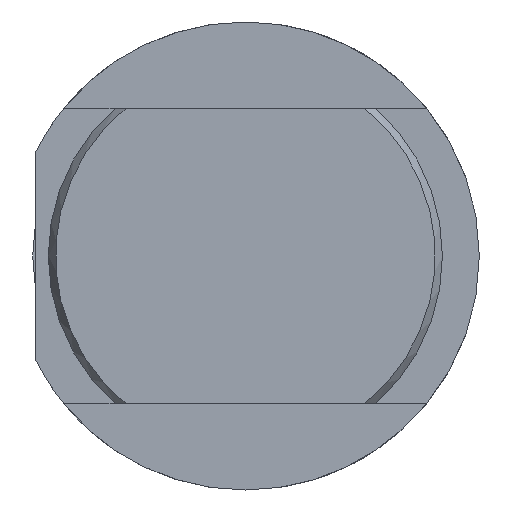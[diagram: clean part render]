
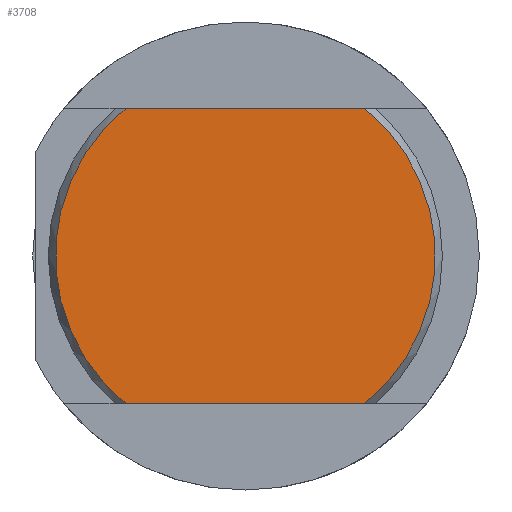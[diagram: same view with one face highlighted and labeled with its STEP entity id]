
A CAD part, left-side view. The second image highlights one B-rep face of the part: STEP entity #3708.
In plain terms, the highlighted planar face has unit normal (-1, 0, 0).
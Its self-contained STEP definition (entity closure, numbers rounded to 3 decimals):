
#208 = ORIENTED_EDGE ( 'NONE', *, *, #2234, .F. ) ;
#209 = ORIENTED_EDGE ( 'NONE', *, *, #2218, .T. ) ;
#211 = ORIENTED_EDGE ( 'NONE', *, *, #2277, .F. ) ;
#212 = ORIENTED_EDGE ( 'NONE', *, *, #2270, .T. ) ;
#514 = AXIS2_PLACEMENT_3D ( 'NONE', #2633, #2640, #2641 ) ;
#520 = AXIS2_PLACEMENT_3D ( 'NONE', #2671, #2691, #2692 ) ;
#623 = AXIS2_PLACEMENT_3D ( 'NONE', #3087, #3090, #3091 ) ;
#1195 = LINE ( 'NONE', #2657, #1202 ) ;
#1199 = CIRCLE ( 'NONE', #514, 7.711 ) ;
#1202 = VECTOR ( 'NONE', #2660, 1000. ) ;
#1220 = CIRCLE ( 'NONE', #520, 7.711 ) ;
#1223 = LINE ( 'NONE', #2697, #1224 ) ;
#1224 = VECTOR ( 'NONE', #2698, 1000. ) ;
#1417 = FACE_OUTER_BOUND ( 'NONE', #3628, .T. ) ;
#1742 = VERTEX_POINT ( 'NONE', #2496 ) ;
#1744 = VERTEX_POINT ( 'NONE', #2498 ) ;
#1749 = VERTEX_POINT ( 'NONE', #2503 ) ;
#1750 = VERTEX_POINT ( 'NONE', #2504 ) ;
#2218 = EDGE_CURVE ( 'NONE', #1742, #1744, #1199, .T. ) ;
#2234 = EDGE_CURVE ( 'NONE', #1749, #1744, #1195, .T. ) ;
#2270 = EDGE_CURVE ( 'NONE', #1749, #1750, #1220, .T. ) ;
#2277 = EDGE_CURVE ( 'NONE', #1742, #1750, #1223, .T. ) ;
#2496 = CARTESIAN_POINT ( 'NONE',  ( 0., 4.844, 6. ) ) ;
#2498 = CARTESIAN_POINT ( 'NONE',  ( 0., 4.844, -6. ) ) ;
#2503 = CARTESIAN_POINT ( 'NONE',  ( 0., -4.844, -6. ) ) ;
#2504 = CARTESIAN_POINT ( 'NONE',  ( 0., -4.844, 6. ) ) ;
#2633 = CARTESIAN_POINT ( 'NONE',  ( 0., 0., 0. ) ) ;
#2640 = DIRECTION ( 'NONE',  ( -1., 0., 0. ) ) ;
#2641 = DIRECTION ( 'NONE',  ( 0., 0., -1. ) ) ;
#2657 = CARTESIAN_POINT ( 'NONE',  ( 0., 7.365, -6. ) ) ;
#2660 = DIRECTION ( 'NONE',  ( 0., 1., 0. ) ) ;
#2671 = CARTESIAN_POINT ( 'NONE',  ( 0., 0., 0. ) ) ;
#2691 = DIRECTION ( 'NONE',  ( -1., 0., 0. ) ) ;
#2692 = DIRECTION ( 'NONE',  ( 0., 0., -1. ) ) ;
#2697 = CARTESIAN_POINT ( 'NONE',  ( 0., 7.365, 6. ) ) ;
#2698 = DIRECTION ( 'NONE',  ( 0., -1., 0. ) ) ;
#3087 = CARTESIAN_POINT ( 'NONE',  ( 0., 0., 0. ) ) ;
#3088 = PLANE ( 'NONE',  #623 ) ;
#3090 = DIRECTION ( 'NONE',  ( 1., 0., 0. ) ) ;
#3091 = DIRECTION ( 'NONE',  ( 0., 0., -1. ) ) ;
#3628 = EDGE_LOOP ( 'NONE', ( #212, #211, #209, #208 ) ) ;
#3708 = ADVANCED_FACE ( 'NONE', ( #1417 ), #3088, .F. ) ;
